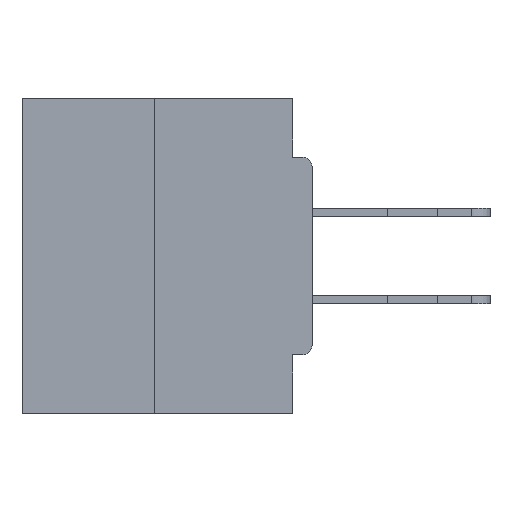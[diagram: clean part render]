
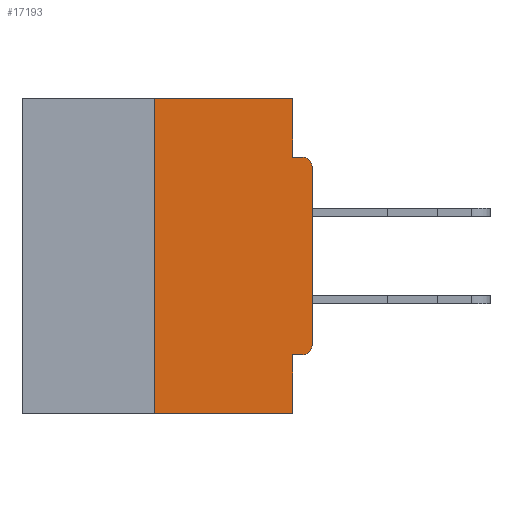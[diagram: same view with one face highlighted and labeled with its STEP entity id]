
A CAD part, left-side view. The second image highlights one B-rep face of the part: STEP entity #17193.
In plain terms, the highlighted planar face has unit normal (-1, 0, 0).
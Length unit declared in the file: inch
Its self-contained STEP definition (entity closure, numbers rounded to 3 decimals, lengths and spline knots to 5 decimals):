
#263 = LINE ( 'NONE', #31787, #13843 ) ;
#718 = DIRECTION ( 'NONE',  ( 0., -1., 0. ) ) ;
#1516 = CARTESIAN_POINT ( 'NONE',  ( 0., 0.25, 0. ) ) ;
#1746 = VERTEX_POINT ( 'NONE', #10944 ) ;
#2078 = EDGE_CURVE ( 'NONE', #6988, #1746, #15937, .T. ) ;
#2263 = ORIENTED_EDGE ( 'NONE', *, *, #25029, .T. ) ;
#2815 = VERTEX_POINT ( 'NONE', #22371 ) ;
#3063 = CARTESIAN_POINT ( 'NONE',  ( 0., 0.46, 0. ) ) ;
#3854 = CIRCLE ( 'NONE', #29800, 0.015 ) ;
#4731 = LINE ( 'NONE', #16079, #26461 ) ;
#4781 = AXIS2_PLACEMENT_3D ( 'NONE', #3063, #22096, #33120 ) ;
#5188 = CARTESIAN_POINT ( 'NONE',  ( 0., 0.031, 0. ) ) ;
#6187 = CARTESIAN_POINT ( 'NONE',  ( 0., 0.015, -0.0935 ) ) ;
#6710 = DIRECTION ( 'NONE',  ( 0., 0., -1. ) ) ;
#6988 = VERTEX_POINT ( 'NONE', #26331 ) ;
#8095 = CARTESIAN_POINT ( 'NONE',  ( 0., 0., -0.1085 ) ) ;
#8256 = VECTOR ( 'NONE', #17362, 39.37008 ) ;
#8450 = EDGE_CURVE ( 'NONE', #12824, #30626, #21463, .T. ) ;
#9561 = DIRECTION ( 'NONE',  ( 0., 1., 0. ) ) ;
#9925 = DIRECTION ( 'NONE',  ( -1., 0., 0. ) ) ;
#10018 = VERTEX_POINT ( 'NONE', #33820 ) ;
#10520 = ORIENTED_EDGE ( 'NONE', *, *, #12403, .T. ) ;
#10944 = CARTESIAN_POINT ( 'NONE',  ( 0., 0.031, -0.5 ) ) ;
#11330 = PLANE ( 'NONE',  #4781 ) ;
#11483 = CARTESIAN_POINT ( 'NONE',  ( 0., 0.46, -0.5 ) ) ;
#11502 = VERTEX_POINT ( 'NONE', #8095 ) ;
#11998 = ORIENTED_EDGE ( 'NONE', *, *, #8450, .F. ) ;
#12403 = EDGE_CURVE ( 'NONE', #11502, #26976, #3854, .T. ) ;
#12695 = LINE ( 'NONE', #5188, #17870 ) ;
#12824 = VERTEX_POINT ( 'NONE', #1516 ) ;
#13140 = ORIENTED_EDGE ( 'NONE', *, *, #13203, .T. ) ;
#13203 = EDGE_CURVE ( 'NONE', #10018, #2815, #23779, .T. ) ;
#13468 = ORIENTED_EDGE ( 'NONE', *, *, #24914, .F. ) ;
#13843 = VECTOR ( 'NONE', #9561, 39.37008 ) ;
#15202 = ORIENTED_EDGE ( 'NONE', *, *, #31280, .F. ) ;
#15647 = CARTESIAN_POINT ( 'NONE',  ( 0., 0., -0.0935 ) ) ;
#15805 = VERTEX_POINT ( 'NONE', #18890 ) ;
#15937 = LINE ( 'NONE', #19891, #8256 ) ;
#15985 = VECTOR ( 'NONE', #718, 39.37008 ) ;
#16079 = CARTESIAN_POINT ( 'NONE',  ( 0., 0., 0. ) ) ;
#16627 = LINE ( 'NONE', #32716, #35023 ) ;
#17009 = CARTESIAN_POINT ( 'NONE',  ( 0., 0.015, -0.1085 ) ) ;
#17193 = ADVANCED_FACE ( 'NONE', ( #17902 ), #11330, .F. ) ;
#17362 = DIRECTION ( 'NONE',  ( 0., 0., -1. ) ) ;
#17740 = VERTEX_POINT ( 'NONE', #33188 ) ;
#17870 = VECTOR ( 'NONE', #32373, 39.37008 ) ;
#17902 = FACE_OUTER_BOUND ( 'NONE', #18951, .T. ) ;
#18185 = DIRECTION ( 'NONE',  ( 0., 0., -1. ) ) ;
#18300 = CARTESIAN_POINT ( 'NONE',  ( 0., 0.46, 0. ) ) ;
#18890 = CARTESIAN_POINT ( 'NONE',  ( 0., 0.25, -0.5 ) ) ;
#18951 = EDGE_LOOP ( 'NONE', ( #11998, #22638, #2263, #34353, #15202, #13140, #30582, #10520, #13468, #34915 ) ) ;
#19891 = CARTESIAN_POINT ( 'NONE',  ( 0., 0.031, -0.5 ) ) ;
#20221 = DIRECTION ( 'NONE',  ( -1., 0., 0. ) ) ;
#20334 = CARTESIAN_POINT ( 'NONE',  ( 0., 0.015, -0.3915 ) ) ;
#21463 = LINE ( 'NONE', #18300, #27912 ) ;
#22096 = DIRECTION ( 'NONE',  ( 1., 0., 0. ) ) ;
#22371 = CARTESIAN_POINT ( 'NONE',  ( 0., 0., -0.3915 ) ) ;
#22638 = ORIENTED_EDGE ( 'NONE', *, *, #34472, .F. ) ;
#22927 = AXIS2_PLACEMENT_3D ( 'NONE', #20334, #20221, #6710 ) ;
#23779 = CIRCLE ( 'NONE', #22927, 0.015 ) ;
#24347 = CARTESIAN_POINT ( 'NONE',  ( 0., 0.031, 0. ) ) ;
#24914 = EDGE_CURVE ( 'NONE', #17740, #26976, #29279, .T. ) ;
#25029 = EDGE_CURVE ( 'NONE', #15805, #1746, #34412, .T. ) ;
#26331 = CARTESIAN_POINT ( 'NONE',  ( 0., 0.031, -0.4065 ) ) ;
#26461 = VECTOR ( 'NONE', #26624, 39.37008 ) ;
#26624 = DIRECTION ( 'NONE',  ( 0., 0., 1. ) ) ;
#26976 = VERTEX_POINT ( 'NONE', #6187 ) ;
#27500 = DIRECTION ( 'NONE',  ( 0., -1., 0. ) ) ;
#27912 = VECTOR ( 'NONE', #32021, 39.37008 ) ;
#28029 = VECTOR ( 'NONE', #27500, 39.37008 ) ;
#28102 = EDGE_CURVE ( 'NONE', #2815, #11502, #4731, .T. ) ;
#29279 = LINE ( 'NONE', #15647, #28029 ) ;
#29382 = EDGE_CURVE ( 'NONE', #30626, #17740, #12695, .T. ) ;
#29800 = AXIS2_PLACEMENT_3D ( 'NONE', #17009, #9925, #18185 ) ;
#30582 = ORIENTED_EDGE ( 'NONE', *, *, #28102, .T. ) ;
#30626 = VERTEX_POINT ( 'NONE', #24347 ) ;
#31280 = EDGE_CURVE ( 'NONE', #10018, #6988, #263, .T. ) ;
#31787 = CARTESIAN_POINT ( 'NONE',  ( 0., 0., -0.4065 ) ) ;
#32021 = DIRECTION ( 'NONE',  ( 0., -1., 0. ) ) ;
#32373 = DIRECTION ( 'NONE',  ( 0., 0., -1. ) ) ;
#32716 = CARTESIAN_POINT ( 'NONE',  ( 0., 0.25, 0. ) ) ;
#32828 = DIRECTION ( 'NONE',  ( 0., 0., 1. ) ) ;
#33120 = DIRECTION ( 'NONE',  ( 0., 0., -1. ) ) ;
#33188 = CARTESIAN_POINT ( 'NONE',  ( 0., 0.031, -0.0935 ) ) ;
#33820 = CARTESIAN_POINT ( 'NONE',  ( 0., 0.015, -0.4065 ) ) ;
#34353 = ORIENTED_EDGE ( 'NONE', *, *, #2078, .F. ) ;
#34412 = LINE ( 'NONE', #11483, #15985 ) ;
#34472 = EDGE_CURVE ( 'NONE', #15805, #12824, #16627, .T. ) ;
#34915 = ORIENTED_EDGE ( 'NONE', *, *, #29382, .F. ) ;
#35023 = VECTOR ( 'NONE', #32828, 39.37008 ) ;
